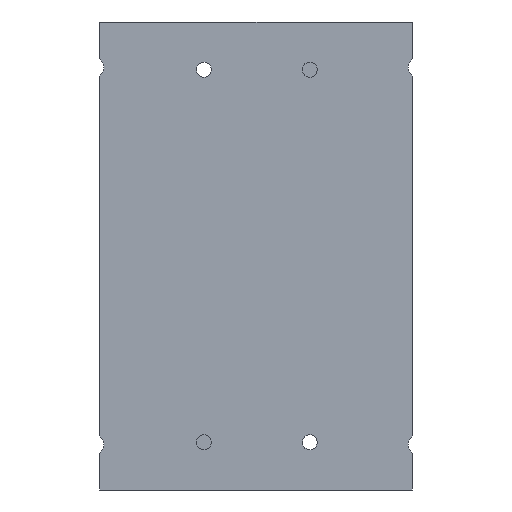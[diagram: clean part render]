
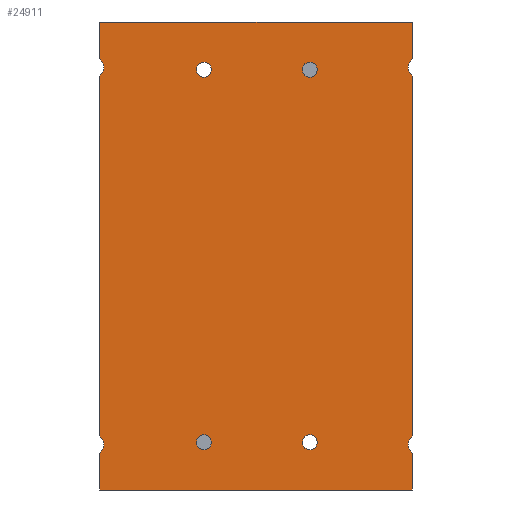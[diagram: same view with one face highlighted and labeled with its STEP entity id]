
A CAD part, front view. The second image highlights one B-rep face of the part: STEP entity #24911.
In plain terms, the highlighted planar face has unit normal (0, -1, 0).
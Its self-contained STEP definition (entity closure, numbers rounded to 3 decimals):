
#3802=DIRECTION('',(0.,0.,1.));
#3803=VECTOR('',#3802,120.755);
#3804=CARTESIAN_POINT('',(52.5,0.,-60.378));
#3805=LINE('',#3804,#3803);
#4140=DIRECTION('',(1.,0.,0.));
#4141=VECTOR('',#4140,105.);
#4142=CARTESIAN_POINT('',(-52.5,0.,-78.5));
#4143=LINE('',#4142,#4141);
#4594=DIRECTION('',(0.,0.,-1.));
#4595=VECTOR('',#4594,120.755);
#4596=CARTESIAN_POINT('',(-52.5,0.,60.378));
#4597=LINE('',#4596,#4595);
#4941=CARTESIAN_POINT('',(54.5,0.,-63.25));
#4942=DIRECTION('',(0.,-1.,0.));
#4943=DIRECTION('',(-0.571,0.,0.821));
#4944=AXIS2_PLACEMENT_3D('',#4941,#4942,#4943);
#4946=CARTESIAN_POINT('',(54.5,0.,-63.25));
#4947=DIRECTION('',(0.,-1.,0.));
#4948=DIRECTION('',(-1.,0.,0.));
#4949=AXIS2_PLACEMENT_3D('',#4946,#4947,#4948);
#4951=CARTESIAN_POINT('',(-54.5,0.,-63.25));
#4952=DIRECTION('',(0.,-1.,0.));
#4953=DIRECTION('',(0.571,0.,-0.821));
#4954=AXIS2_PLACEMENT_3D('',#4951,#4952,#4953);
#4956=CARTESIAN_POINT('',(-54.5,0.,-63.25));
#4957=DIRECTION('',(0.,-1.,0.));
#4958=DIRECTION('',(1.,0.,0.));
#4959=AXIS2_PLACEMENT_3D('',#4956,#4957,#4958);
#4961=CARTESIAN_POINT('',(-54.5,0.,63.25));
#4962=DIRECTION('',(0.,-1.,0.));
#4963=DIRECTION('',(0.571,0.,-0.821));
#4964=AXIS2_PLACEMENT_3D('',#4961,#4962,#4963);
#4966=CARTESIAN_POINT('',(-54.5,0.,63.25));
#4967=DIRECTION('',(0.,-1.,0.));
#4968=DIRECTION('',(1.,0.,0.));
#4969=AXIS2_PLACEMENT_3D('',#4966,#4967,#4968);
#4971=CARTESIAN_POINT('',(54.5,0.,63.25));
#4972=DIRECTION('',(0.,-1.,0.));
#4973=DIRECTION('',(-0.571,0.,0.821));
#4974=AXIS2_PLACEMENT_3D('',#4971,#4972,#4973);
#4976=CARTESIAN_POINT('',(54.5,0.,63.25));
#4977=DIRECTION('',(0.,-1.,0.));
#4978=DIRECTION('',(-1.,0.,0.));
#4979=AXIS2_PLACEMENT_3D('',#4976,#4977,#4978);
#4981=CARTESIAN_POINT('',(18.032,0.,-62.5));
#4982=DIRECTION('',(0.,-1.,0.));
#4983=DIRECTION('',(-1.,0.,0.));
#4984=AXIS2_PLACEMENT_3D('',#4981,#4982,#4983);
#4986=CARTESIAN_POINT('',(18.032,0.,-62.5));
#4987=DIRECTION('',(0.,-1.,0.));
#4988=DIRECTION('',(1.,0.,0.));
#4989=AXIS2_PLACEMENT_3D('',#4986,#4987,#4988);
#4991=CARTESIAN_POINT('',(-17.5,0.,-62.5));
#4992=DIRECTION('',(0.,-1.,0.));
#4993=DIRECTION('',(1.,0.,0.));
#4994=AXIS2_PLACEMENT_3D('',#4991,#4992,#4993);
#4996=CARTESIAN_POINT('',(-17.5,0.,-62.5));
#4997=DIRECTION('',(0.,-1.,0.));
#4998=DIRECTION('',(-1.,0.,0.));
#4999=AXIS2_PLACEMENT_3D('',#4996,#4997,#4998);
#5001=CARTESIAN_POINT('',(18.032,0.,62.5));
#5002=DIRECTION('',(0.,-1.,0.));
#5003=DIRECTION('',(1.,0.,0.));
#5004=AXIS2_PLACEMENT_3D('',#5001,#5002,#5003);
#5006=CARTESIAN_POINT('',(18.032,0.,62.5));
#5007=DIRECTION('',(0.,-1.,0.));
#5008=DIRECTION('',(-1.,0.,0.));
#5009=AXIS2_PLACEMENT_3D('',#5006,#5007,#5008);
#5011=CARTESIAN_POINT('',(-17.5,0.,62.5));
#5012=DIRECTION('',(0.,-1.,0.));
#5013=DIRECTION('',(-1.,0.,0.));
#5014=AXIS2_PLACEMENT_3D('',#5011,#5012,#5013);
#5016=CARTESIAN_POINT('',(-17.5,0.,62.5));
#5017=DIRECTION('',(0.,-1.,0.));
#5018=DIRECTION('',(1.,0.,0.));
#5019=AXIS2_PLACEMENT_3D('',#5016,#5017,#5018);
#5025=DIRECTION('',(0.,0.,1.));
#5026=VECTOR('',#5025,12.378);
#5027=CARTESIAN_POINT('',(52.5,0.,-78.5));
#5028=LINE('',#5027,#5026);
#5029=DIRECTION('',(0.,0.,-1.));
#5030=VECTOR('',#5029,12.378);
#5031=CARTESIAN_POINT('',(-52.5,0.,-66.122));
#5032=LINE('',#5031,#5030);
#6511=DIRECTION('',(0.,0.,1.));
#6512=VECTOR('',#6511,12.378);
#6513=CARTESIAN_POINT('',(52.5,0.,66.122));
#6514=LINE('',#6513,#6512);
#6707=DIRECTION('',(-1.,0.,0.));
#6708=VECTOR('',#6707,105.);
#6709=CARTESIAN_POINT('',(52.5,0.,78.5));
#6710=LINE('',#6709,#6708);
#8072=DIRECTION('',(0.,0.,-1.));
#8073=VECTOR('',#8072,12.378);
#8074=CARTESIAN_POINT('',(-52.5,0.,78.5));
#8075=LINE('',#8074,#8073);
#14387=CARTESIAN_POINT('',(-52.5,0.,-78.5));
#14388=VERTEX_POINT('',#14387);
#14389=CARTESIAN_POINT('',(52.5,0.,-78.5));
#14390=VERTEX_POINT('',#14389);
#15397=CARTESIAN_POINT('',(51.,0.,63.25));
#15398=CARTESIAN_POINT('',(52.5,0.,60.378));
#15399=VERTEX_POINT('',#15397);
#15400=VERTEX_POINT('',#15398);
#15401=CARTESIAN_POINT('',(52.5,0.,66.122));
#15402=VERTEX_POINT('',#15401);
#15403=CARTESIAN_POINT('',(51.,0.,-63.25));
#15404=CARTESIAN_POINT('',(52.5,0.,-66.122));
#15405=VERTEX_POINT('',#15403);
#15406=VERTEX_POINT('',#15404);
#15407=CARTESIAN_POINT('',(52.5,0.,-60.378));
#15408=VERTEX_POINT('',#15407);
#15409=CARTESIAN_POINT('',(-52.5,0.,-66.122));
#15410=VERTEX_POINT('',#15409);
#15411=CARTESIAN_POINT('',(-51.,0.,-63.25));
#15412=CARTESIAN_POINT('',(-52.5,0.,-60.378));
#15413=VERTEX_POINT('',#15411);
#15414=VERTEX_POINT('',#15412);
#15415=CARTESIAN_POINT('',(-52.5,0.,60.378));
#15416=VERTEX_POINT('',#15415);
#15417=CARTESIAN_POINT('',(-51.,0.,63.25));
#15418=CARTESIAN_POINT('',(-52.5,0.,66.122));
#15419=VERTEX_POINT('',#15417);
#15420=VERTEX_POINT('',#15418);
#15421=CARTESIAN_POINT('',(-52.5,0.,78.5));
#15422=VERTEX_POINT('',#15421);
#15423=CARTESIAN_POINT('',(52.5,0.,78.5));
#15424=VERTEX_POINT('',#15423);
#15425=CARTESIAN_POINT('',(15.532,0.,-62.5));
#15426=CARTESIAN_POINT('',(20.532,0.,-62.5));
#15427=VERTEX_POINT('',#15425);
#15428=VERTEX_POINT('',#15426);
#15429=CARTESIAN_POINT('',(-15.,0.,-62.5));
#15430=CARTESIAN_POINT('',(-20.,0.,-62.5));
#15431=VERTEX_POINT('',#15429);
#15432=VERTEX_POINT('',#15430);
#15433=CARTESIAN_POINT('',(20.532,0.,62.5));
#15434=CARTESIAN_POINT('',(15.532,0.,62.5));
#15435=VERTEX_POINT('',#15433);
#15436=VERTEX_POINT('',#15434);
#15437=CARTESIAN_POINT('',(-20.,0.,62.5));
#15438=CARTESIAN_POINT('',(-15.,0.,62.5));
#15439=VERTEX_POINT('',#15437);
#15440=VERTEX_POINT('',#15438);
#24855=CARTESIAN_POINT('',(0.,0.,0.));
#24856=DIRECTION('',(0.,1.,0.));
#24857=DIRECTION('',(1.,0.,0.));
#24858=AXIS2_PLACEMENT_3D('',#24855,#24856,#24857);
#24859=PLANE('',#24858);
#24860=ORIENTED_EDGE('',*,*,#23496,.T.);
#24861=ORIENTED_EDGE('',*,*,#23494,.T.);
#24863=ORIENTED_EDGE('',*,*,#24862,.F.);
#24864=ORIENTED_EDGE('',*,*,#23883,.F.);
#24866=ORIENTED_EDGE('',*,*,#24865,.F.);
#24868=ORIENTED_EDGE('',*,*,#24867,.T.);
#24870=ORIENTED_EDGE('',*,*,#24869,.T.);
#24871=ORIENTED_EDGE('',*,*,#24444,.F.);
#24873=ORIENTED_EDGE('',*,*,#24872,.T.);
#24875=ORIENTED_EDGE('',*,*,#24874,.T.);
#24877=ORIENTED_EDGE('',*,*,#24876,.F.);
#24879=ORIENTED_EDGE('',*,*,#24878,.F.);
#24881=ORIENTED_EDGE('',*,*,#24880,.F.);
#24882=ORIENTED_EDGE('',*,*,#24845,.T.);
#24883=ORIENTED_EDGE('',*,*,#24843,.T.);
#24884=ORIENTED_EDGE('',*,*,#23460,.F.);
#24885=EDGE_LOOP('',(#24860,#24861,#24863,#24864,#24866,#24868,#24870,#24871,
#24873,#24875,#24877,#24879,#24881,#24882,#24883,#24884));
#24886=FACE_OUTER_BOUND('',#24885,.F.);
#24888=ORIENTED_EDGE('',*,*,#24887,.T.);
#24890=ORIENTED_EDGE('',*,*,#24889,.T.);
#24891=EDGE_LOOP('',(#24888,#24890));
#24892=FACE_BOUND('',#24891,.F.);
#24894=ORIENTED_EDGE('',*,*,#24893,.T.);
#24896=ORIENTED_EDGE('',*,*,#24895,.T.);
#24897=EDGE_LOOP('',(#24894,#24896));
#24898=FACE_BOUND('',#24897,.F.);
#24900=ORIENTED_EDGE('',*,*,#24899,.T.);
#24902=ORIENTED_EDGE('',*,*,#24901,.T.);
#24903=EDGE_LOOP('',(#24900,#24902));
#24904=FACE_BOUND('',#24903,.F.);
#24906=ORIENTED_EDGE('',*,*,#24905,.T.);
#24908=ORIENTED_EDGE('',*,*,#24907,.T.);
#24909=EDGE_LOOP('',(#24906,#24908));
#24910=FACE_BOUND('',#24909,.F.);
#24911=ADVANCED_FACE('',(#24886,#24892,#24898,#24904,#24910),#24859,.F.);
#4945=CIRCLE('',#4944,3.5);
#4950=CIRCLE('',#4949,3.5);
#4955=CIRCLE('',#4954,3.5);
#4960=CIRCLE('',#4959,3.5);
#4965=CIRCLE('',#4964,3.5);
#4970=CIRCLE('',#4969,3.5);
#4975=CIRCLE('',#4974,3.5);
#4980=CIRCLE('',#4979,3.5);
#4985=CIRCLE('',#4984,2.5);
#4990=CIRCLE('',#4989,2.5);
#4995=CIRCLE('',#4994,2.5);
#5000=CIRCLE('',#4999,2.5);
#5005=CIRCLE('',#5004,2.5);
#5010=CIRCLE('',#5009,2.5);
#5015=CIRCLE('',#5014,2.5);
#5020=CIRCLE('',#5019,2.5);
#23460=EDGE_CURVE('',#15408,#15400,#3805,.T.);
#23494=EDGE_CURVE('',#15405,#15406,#4950,.T.);
#23496=EDGE_CURVE('',#15408,#15405,#4945,.T.);
#23883=EDGE_CURVE('',#14388,#14390,#4143,.T.);
#24444=EDGE_CURVE('',#15416,#15414,#4597,.T.);
#24843=EDGE_CURVE('',#15399,#15400,#4980,.T.);
#24845=EDGE_CURVE('',#15402,#15399,#4975,.T.);
#24862=EDGE_CURVE('',#14390,#15406,#5028,.T.);
#24865=EDGE_CURVE('',#15410,#14388,#5032,.T.);
#24867=EDGE_CURVE('',#15410,#15413,#4955,.T.);
#24869=EDGE_CURVE('',#15413,#15414,#4960,.T.);
#24872=EDGE_CURVE('',#15416,#15419,#4965,.T.);
#24874=EDGE_CURVE('',#15419,#15420,#4970,.T.);
#24876=EDGE_CURVE('',#15422,#15420,#8075,.T.);
#24878=EDGE_CURVE('',#15424,#15422,#6710,.T.);
#24880=EDGE_CURVE('',#15402,#15424,#6514,.T.);
#24887=EDGE_CURVE('',#15427,#15428,#4985,.T.);
#24889=EDGE_CURVE('',#15428,#15427,#4990,.T.);
#24893=EDGE_CURVE('',#15431,#15432,#4995,.T.);
#24895=EDGE_CURVE('',#15432,#15431,#5000,.T.);
#24899=EDGE_CURVE('',#15435,#15436,#5005,.T.);
#24901=EDGE_CURVE('',#15436,#15435,#5010,.T.);
#24905=EDGE_CURVE('',#15439,#15440,#5015,.T.);
#24907=EDGE_CURVE('',#15440,#15439,#5020,.T.);
